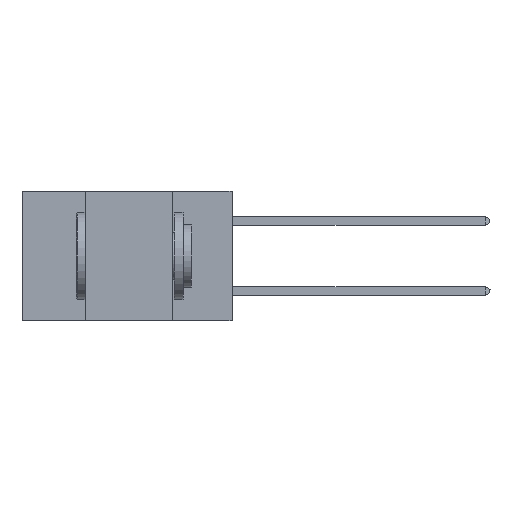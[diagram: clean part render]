
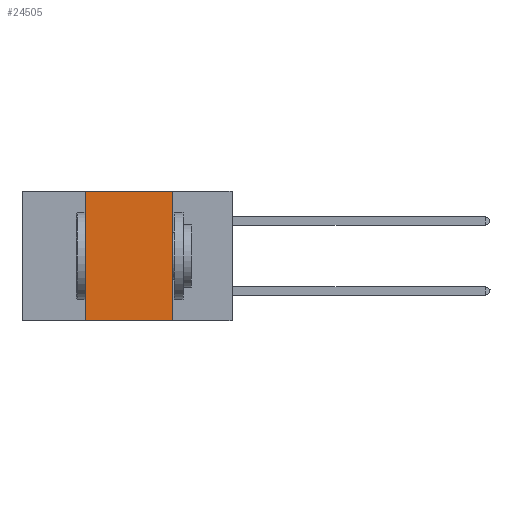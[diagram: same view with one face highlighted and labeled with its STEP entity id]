
A CAD part, left-side view. The second image highlights one B-rep face of the part: STEP entity #24505.
In plain terms, the highlighted planar face has unit normal (-1, 0, 0).
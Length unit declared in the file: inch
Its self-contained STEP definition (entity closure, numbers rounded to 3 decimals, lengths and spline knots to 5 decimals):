
#19 = LINE ( 'NONE', #5003, #41023 ) ;
#3523 = ORIENTED_EDGE ( 'NONE', *, *, #4709, .T. ) ;
#4709 = EDGE_CURVE ( 'NONE', #30288, #40598, #12817, .T. ) ;
#5003 = CARTESIAN_POINT ( 'NONE',  ( 0., 0.6, 0. ) ) ;
#5872 = CARTESIAN_POINT ( 'NONE',  ( 0., 0.17, -0.37 ) ) ;
#6260 = ORIENTED_EDGE ( 'NONE', *, *, #17106, .F. ) ;
#8325 = LINE ( 'NONE', #30558, #32803 ) ;
#8796 = VECTOR ( 'NONE', #38279, 39.37008 ) ;
#9068 = CARTESIAN_POINT ( 'NONE',  ( 0., 0.42, 0. ) ) ;
#12523 = DIRECTION ( 'NONE',  ( 0., 0., 1. ) ) ;
#12817 = LINE ( 'NONE', #22799, #8796 ) ;
#14885 = CARTESIAN_POINT ( 'NONE',  ( 0., 0.42, -0.37 ) ) ;
#16338 = DIRECTION ( 'NONE',  ( 1., 0., 0. ) ) ;
#17106 = EDGE_CURVE ( 'NONE', #30288, #29312, #26650, .T. ) ;
#19693 = CARTESIAN_POINT ( 'NONE',  ( 0., 0.6, 0. ) ) ;
#20164 = VECTOR ( 'NONE', #12523, 39.37008 ) ;
#21070 = DIRECTION ( 'NONE',  ( 0., 0., -1. ) ) ;
#21127 = FACE_OUTER_BOUND ( 'NONE', #31214, .T. ) ;
#22543 = AXIS2_PLACEMENT_3D ( 'NONE', #19693, #16338, #35740 ) ;
#22799 = CARTESIAN_POINT ( 'NONE',  ( 0., 0.6, -0.37 ) ) ;
#22933 = PLANE ( 'NONE',  #22543 ) ;
#24505 = ADVANCED_FACE ( 'NONE', ( #21127 ), #22933, .F. ) ;
#25199 = VERTEX_POINT ( 'NONE', #38913 ) ;
#25523 = ORIENTED_EDGE ( 'NONE', *, *, #29652, .F. ) ;
#26650 = LINE ( 'NONE', #41028, #20164 ) ;
#27011 = ORIENTED_EDGE ( 'NONE', *, *, #27550, .F. ) ;
#27550 = EDGE_CURVE ( 'NONE', #29312, #25199, #19, .T. ) ;
#29312 = VERTEX_POINT ( 'NONE', #9068 ) ;
#29652 = EDGE_CURVE ( 'NONE', #25199, #40598, #8325, .T. ) ;
#30288 = VERTEX_POINT ( 'NONE', #14885 ) ;
#30558 = CARTESIAN_POINT ( 'NONE',  ( 0., 0.17, 0. ) ) ;
#31214 = EDGE_LOOP ( 'NONE', ( #25523, #27011, #6260, #3523 ) ) ;
#32803 = VECTOR ( 'NONE', #21070, 39.37008 ) ;
#35740 = DIRECTION ( 'NONE',  ( 0., 0., -1. ) ) ;
#38279 = DIRECTION ( 'NONE',  ( 0., -1., 0. ) ) ;
#38913 = CARTESIAN_POINT ( 'NONE',  ( 0., 0.17, 0. ) ) ;
#39074 = DIRECTION ( 'NONE',  ( 0., -1., 0. ) ) ;
#40598 = VERTEX_POINT ( 'NONE', #5872 ) ;
#41023 = VECTOR ( 'NONE', #39074, 39.37008 ) ;
#41028 = CARTESIAN_POINT ( 'NONE',  ( 0., 0.42, 0. ) ) ;
